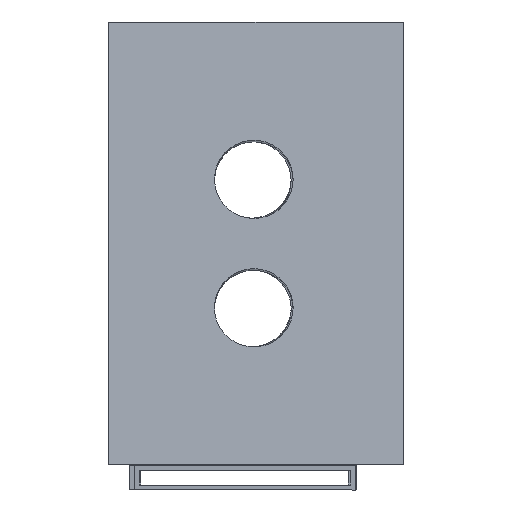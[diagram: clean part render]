
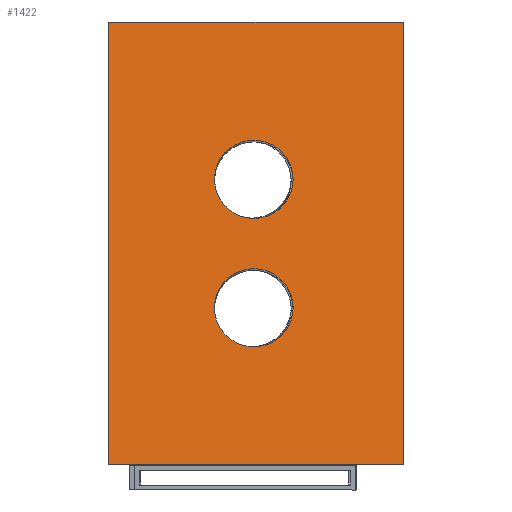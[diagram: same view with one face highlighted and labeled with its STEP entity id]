
A CAD part, left-side view. The second image highlights one B-rep face of the part: STEP entity #1422.
In plain terms, the highlighted planar face has unit normal (-0.994, 0, 0.11).
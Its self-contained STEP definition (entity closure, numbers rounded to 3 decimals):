
#56=FACE_BOUND('',#521,.T.);
#57=FACE_BOUND('',#522,.T.);
#113=LINE('',#2281,#239);
#118=LINE('',#2301,#244);
#119=LINE('',#2302,#245);
#120=LINE('',#2303,#246);
#239=VECTOR('',#1889,10.);
#244=VECTOR('',#1912,10.);
#245=VECTOR('',#1913,10.);
#246=VECTOR('',#1914,10.);
#406=FACE_OUTER_BOUND('',#520,.T.);
#520=EDGE_LOOP('',(#1139,#1140,#1141,#1142));
#521=EDGE_LOOP('',(#1143));
#522=EDGE_LOOP('',(#1144));
#595=CIRCLE('',#1535,8.);
#597=CIRCLE('',#1538,8.);
#655=VERTEX_POINT('',#2153);
#657=VERTEX_POINT('',#2159);
#695=VERTEX_POINT('',#2274);
#698=VERTEX_POINT('',#2279);
#703=VERTEX_POINT('',#2299);
#704=VERTEX_POINT('',#2300);
#791=EDGE_CURVE('',#655,#655,#595,.T.);
#794=EDGE_CURVE('',#657,#657,#597,.T.);
#852=EDGE_CURVE('',#698,#695,#113,.T.);
#861=EDGE_CURVE('',#703,#704,#118,.T.);
#862=EDGE_CURVE('',#703,#695,#119,.T.);
#863=EDGE_CURVE('',#704,#698,#120,.T.);
#1139=ORIENTED_EDGE('',*,*,#861,.F.);
#1140=ORIENTED_EDGE('',*,*,#862,.T.);
#1141=ORIENTED_EDGE('',*,*,#852,.F.);
#1142=ORIENTED_EDGE('',*,*,#863,.F.);
#1143=ORIENTED_EDGE('',*,*,#791,.T.);
#1144=ORIENTED_EDGE('',*,*,#794,.T.);
#1335=PLANE('',#1598);
#1422=ADVANCED_FACE('',(#406,#56,#57),#1335,.T.);
#1535=AXIS2_PLACEMENT_3D('',#2154,#1750,#1751);
#1538=AXIS2_PLACEMENT_3D('',#2160,#1757,#1758);
#1598=AXIS2_PLACEMENT_3D('',#2298,#1910,#1911);
#1750=DIRECTION('center_axis',(0.994,0.,-0.11));
#1751=DIRECTION('ref_axis',(0.,-1.,0.));
#1757=DIRECTION('center_axis',(0.994,0.,-0.11));
#1758=DIRECTION('ref_axis',(0.,-1.,0.));
#1889=DIRECTION('',(0.11,0.,0.994));
#1910=DIRECTION('center_axis',(-0.994,0.,0.11));
#1911=DIRECTION('ref_axis',(0.11,0.,0.994));
#1912=DIRECTION('',(-0.11,0.,-0.994));
#1913=DIRECTION('',(0.,1.,0.));
#1914=DIRECTION('',(0.,1.,0.));
#2153=CARTESIAN_POINT('',(-156.458,38.442,-58.124));
#2154=CARTESIAN_POINT('Origin',(-156.458,30.442,-58.124));
#2159=CARTESIAN_POINT('',(-153.555,38.438,-31.997));
#2160=CARTESIAN_POINT('Origin',(-153.555,30.438,-31.997));
#2274=CARTESIAN_POINT('',(-150.,60.,0.));
#2279=CARTESIAN_POINT('',(-160.,60.,-90.));
#2281=CARTESIAN_POINT('',(-150.,60.,0.));
#2298=CARTESIAN_POINT('Origin',(-160.,0.,-90.));
#2299=CARTESIAN_POINT('',(-150.,0.,0.));
#2300=CARTESIAN_POINT('',(-160.,0.,-90.));
#2301=CARTESIAN_POINT('',(-150.,0.,0.));
#2302=CARTESIAN_POINT('',(-150.,0.,0.));
#2303=CARTESIAN_POINT('',(-160.,0.,-90.));
